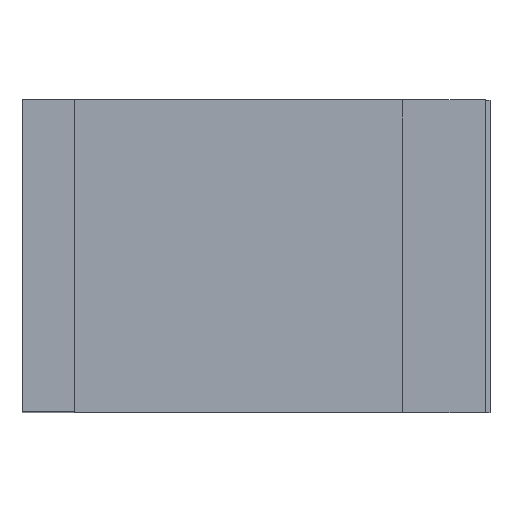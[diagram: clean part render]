
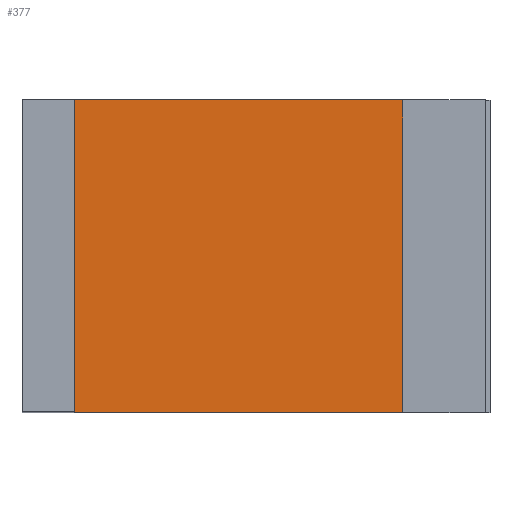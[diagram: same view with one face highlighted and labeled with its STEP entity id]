
A CAD part, top view. The second image highlights one B-rep face of the part: STEP entity #377.
In plain terms, the highlighted planar face has unit normal (0, 0, 1).
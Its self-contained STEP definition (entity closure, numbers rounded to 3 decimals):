
#31=FACE_OUTER_BOUND('',#50,.T.);
#50=EDGE_LOOP('',(#317,#318,#319,#320));
#69=LINE('',#539,#120);
#100=LINE('',#601,#151);
#101=LINE('',#604,#152);
#102=LINE('',#605,#153);
#120=VECTOR('',#433,10.);
#151=VECTOR('',#494,10.);
#152=VECTOR('',#497,10.);
#153=VECTOR('',#498,10.);
#155=VERTEX_POINT('',#506);
#171=VERTEX_POINT('',#537);
#187=VERTEX_POINT('',#599);
#188=VERTEX_POINT('',#603);
#205=EDGE_CURVE('',#171,#155,#69,.T.);
#236=EDGE_CURVE('',#187,#171,#100,.T.);
#237=EDGE_CURVE('',#188,#187,#101,.T.);
#238=EDGE_CURVE('',#155,#188,#102,.T.);
#317=ORIENTED_EDGE('',*,*,#236,.F.);
#318=ORIENTED_EDGE('',*,*,#237,.F.);
#319=ORIENTED_EDGE('',*,*,#238,.F.);
#320=ORIENTED_EDGE('',*,*,#205,.F.);
#358=PLANE('',#410);
#377=ADVANCED_FACE('',(#31),#358,.T.);
#410=AXIS2_PLACEMENT_3D('',#602,#495,#496);
#433=DIRECTION('',(-1.,0.,0.));
#494=DIRECTION('',(0.,-1.,0.));
#495=DIRECTION('center_axis',(0.,0.,1.));
#496=DIRECTION('ref_axis',(1.,0.,0.));
#497=DIRECTION('',(1.,0.,0.));
#498=DIRECTION('',(0.,1.,0.));
#506=CARTESIAN_POINT('',(104.,-125.,12.058));
#537=CARTESIAN_POINT('',(135.552,-125.,12.058));
#539=CARTESIAN_POINT('',(135.552,-125.,12.058));
#599=CARTESIAN_POINT('',(135.552,-95.,12.058));
#601=CARTESIAN_POINT('',(135.552,-115.,12.058));
#602=CARTESIAN_POINT('Origin',(104.,-115.,12.058));
#603=CARTESIAN_POINT('',(104.,-95.,12.058));
#604=CARTESIAN_POINT('',(135.552,-95.,12.058));
#605=CARTESIAN_POINT('',(104.,-115.,12.058));
